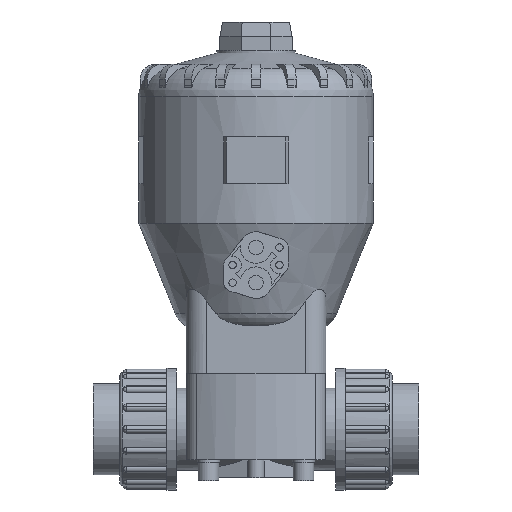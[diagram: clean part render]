
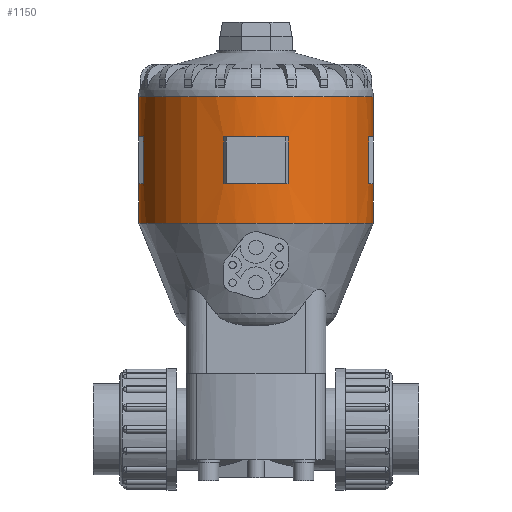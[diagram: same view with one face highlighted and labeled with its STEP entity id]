
A CAD part, front view. The second image highlights one B-rep face of the part: STEP entity #1150.
In plain terms, the highlighted cylindrical face has radius 80 mm (diameter 160 mm), a partial arc.
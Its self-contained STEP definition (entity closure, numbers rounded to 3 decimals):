
#1150=ADVANCED_FACE('',(#2455,#2456),#2457,.T.);
#2455=FACE_OUTER_BOUND('',#3931,.T.);
#2456=FACE_BOUND('',#3932,.T.);
#2457=CYLINDRICAL_SURFACE('',#3933,80.0);
#3931=EDGE_LOOP('',(#7332,#7333,#7334,#7335,#7336,#7337,#7338,#7339,#7340,#7341,#7342,#7343));
#3932=EDGE_LOOP('',(#7344,#7345,#7346,#7347,#7348,#7349));
#3933=AXIS2_PLACEMENT_3D('',#7350,#7351,#7352);
#7332=ORIENTED_EDGE('',*,*,#9328,.T.);
#7333=ORIENTED_EDGE('',*,*,#9595,.T.);
#7334=ORIENTED_EDGE('',*,*,#9599,.T.);
#7335=ORIENTED_EDGE('',*,*,#9588,.T.);
#7336=ORIENTED_EDGE('',*,*,#9335,.T.);
#7337=ORIENTED_EDGE('',*,*,#9729,.F.);
#7338=ORIENTED_EDGE('',*,*,#9333,.T.);
#7339=ORIENTED_EDGE('',*,*,#9634,.T.);
#7340=ORIENTED_EDGE('',*,*,#9646,.T.);
#7341=ORIENTED_EDGE('',*,*,#9649,.T.);
#7342=ORIENTED_EDGE('',*,*,#9329,.T.);
#7343=ORIENTED_EDGE('',*,*,#10131,.T.);
#7344=ORIENTED_EDGE('',*,*,#9620,.T.);
#7345=ORIENTED_EDGE('',*,*,#9608,.T.);
#7346=ORIENTED_EDGE('',*,*,#9612,.T.);
#7347=ORIENTED_EDGE('',*,*,#9626,.T.);
#7348=ORIENTED_EDGE('',*,*,#9629,.T.);
#7349=ORIENTED_EDGE('',*,*,#9616,.T.);
#7350=CARTESIAN_POINT('',(0.0,0.0,183.827));
#7351=DIRECTION('',(0.0,0.0,1.0));
#7352=DIRECTION('',(1.0,0.0,0.0));
#9328=EDGE_CURVE('',#11293,#11418,#11419,.T.);
#9329=EDGE_CURVE('',#11420,#11313,#11421,.T.);
#9333=EDGE_CURVE('',#11428,#11426,#11429,.T.);
#9335=EDGE_CURVE('',#11432,#11430,#11433,.T.);
#9588=EDGE_CURVE('',#11812,#11432,#11813,.T.);
#9595=EDGE_CURVE('',#11418,#11822,#11823,.T.);
#9599=EDGE_CURVE('',#11822,#11812,#11828,.T.);
#9608=EDGE_CURVE('',#11838,#11839,#11840,.T.);
#9612=EDGE_CURVE('',#11839,#11845,#11846,.T.);
#9616=EDGE_CURVE('',#11851,#11852,#11853,.T.);
#9620=EDGE_CURVE('',#11852,#11838,#11858,.T.);
#9626=EDGE_CURVE('',#11845,#11865,#11866,.T.);
#9629=EDGE_CURVE('',#11865,#11851,#11869,.T.);
#9634=EDGE_CURVE('',#11426,#11875,#11876,.T.);
#9646=EDGE_CURVE('',#11875,#11891,#11892,.T.);
#9649=EDGE_CURVE('',#11891,#11420,#11895,.T.);
#9729=EDGE_CURVE('',#11428,#11430,#12027,.T.);
#10131=EDGE_CURVE('',#11313,#11293,#12579,.T.);
#11293=VERTEX_POINT('',#14790);
#11313=VERTEX_POINT('',#14905);
#11418=VERTEX_POINT('',#15195);
#11419=LINE('',#15196,#15197);
#11420=VERTEX_POINT('',#15198);
#11421=LINE('',#15199,#15200);
#11426=VERTEX_POINT('',#15206);
#11428=VERTEX_POINT('',#15208);
#11429=LINE('',#15209,#15210);
#11430=VERTEX_POINT('',#15211);
#11432=VERTEX_POINT('',#15213);
#11433=LINE('',#15214,#15215);
#11812=VERTEX_POINT('',#16387);
#11813=CIRCLE('',#16388,80.0);
#11822=VERTEX_POINT('',#16401);
#11823=CIRCLE('',#16402,80.0);
#11828=LINE('',#16409,#16410);
#11838=VERTEX_POINT('',#16424);
#11839=VERTEX_POINT('',#16425);
#11840=CIRCLE('',#16426,80.0);
#11845=VERTEX_POINT('',#16433);
#11846=CIRCLE('',#16434,80.0);
#11851=VERTEX_POINT('',#16441);
#11852=VERTEX_POINT('',#16442);
#11853=CIRCLE('',#16443,80.0);
#11858=LINE('',#16450,#16451);
#11865=VERTEX_POINT('',#16461);
#11866=LINE('',#16462,#16463);
#11869=CIRCLE('',#16467,80.0);
#11875=VERTEX_POINT('',#16475);
#11876=CIRCLE('',#16476,80.0);
#11891=VERTEX_POINT('',#16498);
#11892=LINE('',#16499,#16500);
#11895=CIRCLE('',#16504,80.0);
#12027=CIRCLE('',#17188,80.0);
#12579=CIRCLE('',#18311,80.0);
#14790=CARTESIAN_POINT('',(80.0,0.0,140.598));
#14905=CARTESIAN_POINT('',(-80.0,0.,140.598));
#15195=CARTESIAN_POINT('',(80.0,0.,167.55));
#15196=CARTESIAN_POINT('',(80.0,0.,183.827));
#15197=VECTOR('',#19878,1.0);
#15198=CARTESIAN_POINT('',(-80.0,0.,167.55));
#15199=CARTESIAN_POINT('',(-80.0,0.,183.827));
#15200=VECTOR('',#19879,1.0);
#15206=CARTESIAN_POINT('',(-80.0,0.,199.55));
#15208=CARTESIAN_POINT('',(-80.0,0.,227.057));
#15209=CARTESIAN_POINT('',(-80.0,0.,183.827));
#15210=VECTOR('',#19887,1.0);
#15211=CARTESIAN_POINT('',(80.0,0.0,227.057));
#15213=CARTESIAN_POINT('',(80.0,0.,199.55));
#15214=CARTESIAN_POINT('',(80.0,0.,183.827));
#15215=VECTOR('',#19891,1.0);
#16387=CARTESIAN_POINT('',(76.887,-22.101,199.55));
#16388=AXIS2_PLACEMENT_3D('',#20150,#20151,#20152);
#16401=CARTESIAN_POINT('',(76.887,-22.101,167.55));
#16402=AXIS2_PLACEMENT_3D('',#20157,#20158,#20159);
#16409=CARTESIAN_POINT('',(76.887,-22.101,183.55));
#16410=VECTOR('',#20162,1.0);
#16424=CARTESIAN_POINT('',(-22.101,-76.887,199.55));
#16425=CARTESIAN_POINT('',(0.,-80.0,199.55));
#16426=AXIS2_PLACEMENT_3D('',#20167,#20168,#20169);
#16433=CARTESIAN_POINT('',(22.101,-76.887,199.55));
#16434=AXIS2_PLACEMENT_3D('',#20172,#20173,#20174);
#16441=CARTESIAN_POINT('',(0.,-80.0,167.55));
#16442=CARTESIAN_POINT('',(-22.101,-76.887,167.55));
#16443=AXIS2_PLACEMENT_3D('',#20177,#20178,#20179);
#16450=CARTESIAN_POINT('',(-22.101,-76.887,183.55));
#16451=VECTOR('',#20182,1.0);
#16461=CARTESIAN_POINT('',(22.101,-76.887,167.55));
#16462=CARTESIAN_POINT('',(22.101,-76.887,183.55));
#16463=VECTOR('',#20186,1.0);
#16467=AXIS2_PLACEMENT_3D('',#20188,#20189,#20190);
#16475=CARTESIAN_POINT('',(-76.887,-22.101,199.55));
#16476=AXIS2_PLACEMENT_3D('',#20193,#20194,#20195);
#16498=CARTESIAN_POINT('',(-76.887,-22.101,167.55));
#16499=CARTESIAN_POINT('',(-76.887,-22.101,183.55));
#16500=VECTOR('',#20203,1.0);
#16504=AXIS2_PLACEMENT_3D('',#20205,#20206,#20207);
#17188=AXIS2_PLACEMENT_3D('',#20270,#20271,#20272);
#18311=AXIS2_PLACEMENT_3D('',#20711,#20712,#20713);
#19878=DIRECTION('',(0.0,0.0,1.0));
#19879=DIRECTION('',(-0.0,-0.0,-1.0));
#19887=DIRECTION('',(-0.0,-0.0,-1.0));
#19891=DIRECTION('',(0.0,0.0,1.0));
#20150=CARTESIAN_POINT('',(0.0,0.0,199.55));
#20151=DIRECTION('',(0.0,-0.0,1.0));
#20152=DIRECTION('',(1.0,0.0,0.0));
#20157=CARTESIAN_POINT('',(0.0,0.0,167.55));
#20158=DIRECTION('',(0.0,0.0,-1.0));
#20159=DIRECTION('',(1.0,0.0,0.0));
#20162=DIRECTION('',(0.0,0.0,1.0));
#20167=CARTESIAN_POINT('',(0.0,0.0,199.55));
#20168=DIRECTION('',(0.0,-0.0,1.0));
#20169=DIRECTION('',(1.0,0.0,0.0));
#20172=CARTESIAN_POINT('',(0.0,0.0,199.55));
#20173=DIRECTION('',(0.0,-0.0,1.0));
#20174=DIRECTION('',(1.0,0.0,0.0));
#20177=CARTESIAN_POINT('',(0.0,0.0,167.55));
#20178=DIRECTION('',(0.0,0.0,-1.0));
#20179=DIRECTION('',(1.0,0.0,0.0));
#20182=DIRECTION('',(0.0,0.0,1.0));
#20186=DIRECTION('',(-0.0,-0.0,-1.0));
#20188=CARTESIAN_POINT('',(0.0,0.0,167.55));
#20189=DIRECTION('',(0.0,0.0,-1.0));
#20190=DIRECTION('',(1.0,0.0,0.0));
#20193=CARTESIAN_POINT('',(0.0,0.0,199.55));
#20194=DIRECTION('',(0.0,-0.0,1.0));
#20195=DIRECTION('',(1.0,0.0,0.0));
#20203=DIRECTION('',(-0.0,-0.0,-1.0));
#20205=CARTESIAN_POINT('',(0.0,0.0,167.55));
#20206=DIRECTION('',(0.0,0.0,-1.0));
#20207=DIRECTION('',(1.0,0.0,0.0));
#20270=CARTESIAN_POINT('',(0.0,0.0,227.057));
#20271=DIRECTION('',(0.0,0.0,1.0));
#20272=DIRECTION('',(1.0,0.0,0.0));
#20711=CARTESIAN_POINT('',(0.0,0.0,140.598));
#20712=DIRECTION('',(0.0,0.0,1.0));
#20713=DIRECTION('',(1.0,0.0,0.0));
